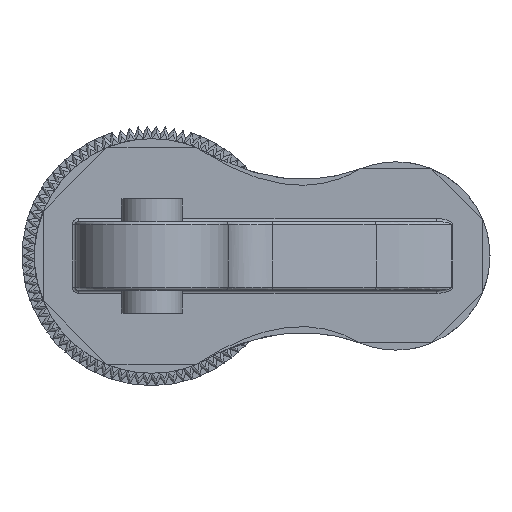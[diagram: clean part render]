
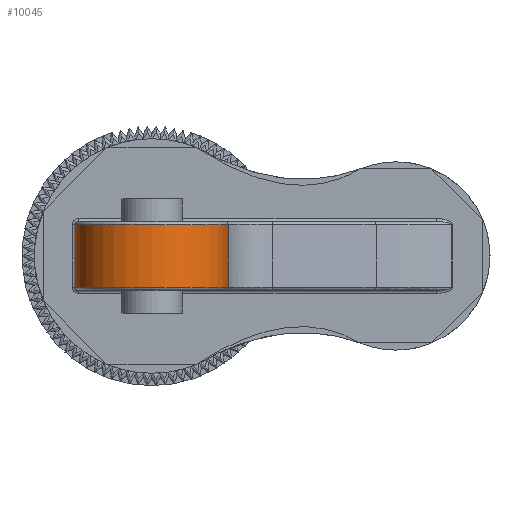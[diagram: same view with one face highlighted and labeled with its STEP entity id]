
A CAD part, front view. The second image highlights one B-rep face of the part: STEP entity #10045.
In plain terms, the highlighted cylindrical face has radius 5 mm (diameter 10 mm), a partial arc.
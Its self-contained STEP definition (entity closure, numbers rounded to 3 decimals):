
#580 = VERTEX_POINT ( 'NONE', #18555 ) ;
#2024 = VECTOR ( 'NONE', #21727, 1000. ) ;
#2992 = CARTESIAN_POINT ( 'NONE',  ( -5., -7., 2.05 ) ) ;
#3662 = VECTOR ( 'NONE', #21874, 1000. ) ;
#4421 = DIRECTION ( 'NONE',  ( 1., 0., 0. ) ) ;
#4679 = LINE ( 'NONE', #8666, #2024 ) ;
#5390 = EDGE_LOOP ( 'NONE', ( #18612, #22558, #19080, #21284 ) ) ;
#6081 = DIRECTION ( 'NONE',  ( 0., 0., 1. ) ) ;
#7859 = DIRECTION ( 'NONE',  ( -1., 0., 0. ) ) ;
#8113 = CARTESIAN_POINT ( 'NONE',  ( 0., -7., 2.05 ) ) ;
#8666 = CARTESIAN_POINT ( 'NONE',  ( 5., -7., 2.25 ) ) ;
#9782 = CIRCLE ( 'NONE', #10212, 5. ) ;
#10045 = ADVANCED_FACE ( 'NONE', ( #20503 ), #18631, .T. ) ;
#10212 = AXIS2_PLACEMENT_3D ( 'NONE', #17006, #6081, #13014 ) ;
#10724 = EDGE_CURVE ( 'NONE', #27350, #15731, #19599, .T. ) ;
#12021 = EDGE_CURVE ( 'NONE', #580, #27350, #17294, .T. ) ;
#13014 = DIRECTION ( 'NONE',  ( 1., 0., 0. ) ) ;
#15731 = VERTEX_POINT ( 'NONE', #22324 ) ;
#16424 = CARTESIAN_POINT ( 'NONE',  ( 5., -7., -2.05 ) ) ;
#17006 = CARTESIAN_POINT ( 'NONE',  ( 0., -7., -2.05 ) ) ;
#17294 = CIRCLE ( 'NONE', #23649, 5. ) ;
#18555 = CARTESIAN_POINT ( 'NONE',  ( 5., -7., 2.05 ) ) ;
#18612 = ORIENTED_EDGE ( 'NONE', *, *, #18778, .F. ) ;
#18631 = CYLINDRICAL_SURFACE ( 'NONE', #26839, 5. ) ;
#18778 = EDGE_CURVE ( 'NONE', #580, #28025, #4679, .T. ) ;
#19080 = ORIENTED_EDGE ( 'NONE', *, *, #10724, .T. ) ;
#19599 = LINE ( 'NONE', #24152, #3662 ) ;
#20503 = FACE_OUTER_BOUND ( 'NONE', #5390, .T. ) ;
#21284 = ORIENTED_EDGE ( 'NONE', *, *, #22845, .T. ) ;
#21727 = DIRECTION ( 'NONE',  ( 0., 0., -1. ) ) ;
#21874 = DIRECTION ( 'NONE',  ( 0., 0., -1. ) ) ;
#22324 = CARTESIAN_POINT ( 'NONE',  ( -5., -7., -2.05 ) ) ;
#22558 = ORIENTED_EDGE ( 'NONE', *, *, #12021, .T. ) ;
#22845 = EDGE_CURVE ( 'NONE', #15731, #28025, #9782, .T. ) ;
#23649 = AXIS2_PLACEMENT_3D ( 'NONE', #8113, #23876, #4421 ) ;
#23876 = DIRECTION ( 'NONE',  ( 0., 0., -1. ) ) ;
#24152 = CARTESIAN_POINT ( 'NONE',  ( -5., -7., 2.25 ) ) ;
#25339 = CARTESIAN_POINT ( 'NONE',  ( 0., -7., 2.25 ) ) ;
#26839 = AXIS2_PLACEMENT_3D ( 'NONE', #25339, #27325, #7859 ) ;
#27325 = DIRECTION ( 'NONE',  ( 0., 0., -1. ) ) ;
#27350 = VERTEX_POINT ( 'NONE', #2992 ) ;
#28025 = VERTEX_POINT ( 'NONE', #16424 ) ;
